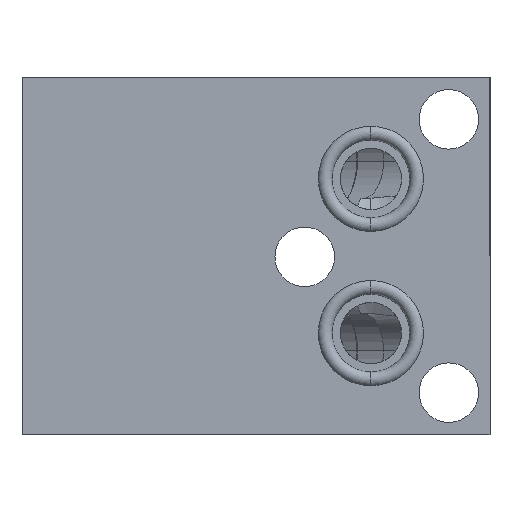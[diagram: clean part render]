
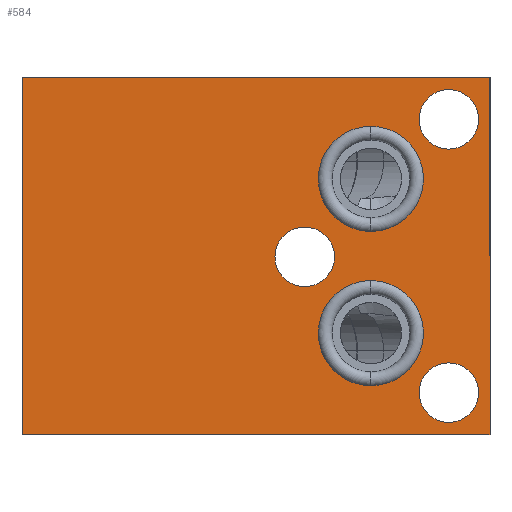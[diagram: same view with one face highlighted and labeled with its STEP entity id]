
A CAD part, front view. The second image highlights one B-rep face of the part: STEP entity #584.
In plain terms, the highlighted planar face has unit normal (0, -1, 0).
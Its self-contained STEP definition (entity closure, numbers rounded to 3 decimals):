
#48 = VERTEX_POINT ( 'NONE', #1273 ) ;
#124 = EDGE_CURVE ( 'NONE', #48, #3664, #1280, .T. ) ;
#219 = AXIS2_PLACEMENT_3D ( 'NONE', #1486, #3920, #2237 ) ;
#220 = CARTESIAN_POINT ( 'NONE',  ( 33.75, -15.55, 24.55 ) ) ;
#238 = ORIENTED_EDGE ( 'NONE', *, *, #3562, .F. ) ;
#283 = VERTEX_POINT ( 'NONE', #1114 ) ;
#298 = DIRECTION ( 'NONE',  ( -1., 0., 0. ) ) ;
#311 = DIRECTION ( 'NONE',  ( 0., 1., 0. ) ) ;
#337 = EDGE_CURVE ( 'NONE', #2805, #1881, #688, .T. ) ;
#378 = VERTEX_POINT ( 'NONE', #1443 ) ;
#459 = DIRECTION ( 'NONE',  ( 0., -1., 0. ) ) ;
#469 = DIRECTION ( 'NONE',  ( 0., -1., 0. ) ) ;
#486 = ORIENTED_EDGE ( 'NONE', *, *, #2977, .T. ) ;
#542 = EDGE_LOOP ( 'NONE', ( #2235, #3638 ) ) ;
#564 = AXIS2_PLACEMENT_3D ( 'NONE', #3894, #1117, #2546 ) ;
#584 = ADVANCED_FACE ( 'NONE', ( #3488, #1926, #1645, #2414, #4412, #2583 ), #1576, .F. ) ;
#618 = ORIENTED_EDGE ( 'NONE', *, *, #124, .T. ) ;
#636 = CARTESIAN_POINT ( 'NONE',  ( 33.75, -15.55, 24.55 ) ) ;
#651 = CIRCLE ( 'NONE', #788, 5.35 ) ;
#688 = LINE ( 'NONE', #1121, #1069 ) ;
#695 = EDGE_CURVE ( 'NONE', #3669, #2805, #1360, .T. ) ;
#717 = VERTEX_POINT ( 'NONE', #2858 ) ;
#788 = AXIS2_PLACEMENT_3D ( 'NONE', #2166, #2182, #3916 ) ;
#846 = CARTESIAN_POINT ( 'NONE',  ( 7.85, -15.55, -0.15 ) ) ;
#874 = EDGE_CURVE ( 'NONE', #1132, #1533, #1582, .T. ) ;
#894 = CARTESIAN_POINT ( 'NONE',  ( 13.2, -15.55, -0.15 ) ) ;
#896 = AXIS2_PLACEMENT_3D ( 'NONE', #3130, #4176, #2447 ) ;
#921 = AXIS2_PLACEMENT_3D ( 'NONE', #220, #2303, #4059 ) ;
#933 = EDGE_CURVE ( 'NONE', #2445, #283, #3712, .T. ) ;
#955 = DIRECTION ( 'NONE',  ( -1., 0., 0. ) ) ;
#1012 = EDGE_LOOP ( 'NONE', ( #618, #1502 ) ) ;
#1049 = EDGE_CURVE ( 'NONE', #2779, #1881, #1093, .T. ) ;
#1069 = VECTOR ( 'NONE', #3839, 1000. ) ;
#1092 = CIRCLE ( 'NONE', #564, 9.45 ) ;
#1093 = LINE ( 'NONE', #1267, #1870 ) ;
#1106 = LINE ( 'NONE', #1839, #3782 ) ;
#1114 = CARTESIAN_POINT ( 'NONE',  ( 19.75, -15.55, 23.3 ) ) ;
#1117 = DIRECTION ( 'NONE',  ( 0., -1., 0. ) ) ;
#1121 = CARTESIAN_POINT ( 'NONE',  ( -42.95, -15.55, -32.15 ) ) ;
#1132 = VERTEX_POINT ( 'NONE', #2407 ) ;
#1266 = AXIS2_PLACEMENT_3D ( 'NONE', #1284, #3063, #955 ) ;
#1267 = CARTESIAN_POINT ( 'NONE',  ( -42.95, -15.55, 32.15 ) ) ;
#1273 = CARTESIAN_POINT ( 'NONE',  ( 28.4, -15.55, 24.55 ) ) ;
#1280 = CIRCLE ( 'NONE', #2871, 5.35 ) ;
#1284 = CARTESIAN_POINT ( 'NONE',  ( 7.85, -15.55, -0.15 ) ) ;
#1360 = LINE ( 'NONE', #2522, #4460 ) ;
#1366 = ORIENTED_EDGE ( 'NONE', *, *, #874, .T. ) ;
#1381 = AXIS2_PLACEMENT_3D ( 'NONE', #846, #3572, #3773 ) ;
#1394 = EDGE_CURVE ( 'NONE', #1533, #1132, #651, .T. ) ;
#1422 = DIRECTION ( 'NONE',  ( -1., 0., 0. ) ) ;
#1443 = CARTESIAN_POINT ( 'NONE',  ( 2.5, -15.55, -0.15 ) ) ;
#1486 = CARTESIAN_POINT ( 'NONE',  ( 33.75, -15.55, -24.55 ) ) ;
#1502 = ORIENTED_EDGE ( 'NONE', *, *, #2027, .T. ) ;
#1533 = VERTEX_POINT ( 'NONE', #2232 ) ;
#1564 = EDGE_CURVE ( 'NONE', #717, #2009, #2517, .T. ) ;
#1576 = PLANE ( 'NONE',  #2244 ) ;
#1582 = CIRCLE ( 'NONE', #219, 5.35 ) ;
#1583 = ORIENTED_EDGE ( 'NONE', *, *, #337, .F. ) ;
#1590 = DIRECTION ( 'NONE',  ( -1., 0., 0. ) ) ;
#1645 = FACE_BOUND ( 'NONE', #3907, .T. ) ;
#1839 = CARTESIAN_POINT ( 'NONE',  ( 41.15, -15.55, -32.15 ) ) ;
#1870 = VECTOR ( 'NONE', #1590, 1000. ) ;
#1881 = VERTEX_POINT ( 'NONE', #3512 ) ;
#1902 = ORIENTED_EDGE ( 'NONE', *, *, #3704, .T. ) ;
#1912 = CIRCLE ( 'NONE', #1381, 5.35 ) ;
#1914 = DIRECTION ( 'NONE',  ( 0., 1., 0. ) ) ;
#1926 = FACE_BOUND ( 'NONE', #1012, .T. ) ;
#2009 = VERTEX_POINT ( 'NONE', #3282 ) ;
#2025 = CIRCLE ( 'NONE', #896, 9.45 ) ;
#2027 = EDGE_CURVE ( 'NONE', #3664, #48, #3105, .T. ) ;
#2040 = ORIENTED_EDGE ( 'NONE', *, *, #1049, .T. ) ;
#2110 = EDGE_CURVE ( 'NONE', #378, #3473, #1912, .T. ) ;
#2113 = CARTESIAN_POINT ( 'NONE',  ( -42.95, -15.55, -32.15 ) ) ;
#2166 = CARTESIAN_POINT ( 'NONE',  ( 33.75, -15.55, -24.55 ) ) ;
#2182 = DIRECTION ( 'NONE',  ( 0., 1., 0. ) ) ;
#2232 = CARTESIAN_POINT ( 'NONE',  ( 39.1, -15.55, -24.55 ) ) ;
#2235 = ORIENTED_EDGE ( 'NONE', *, *, #1564, .F. ) ;
#2237 = DIRECTION ( 'NONE',  ( -1., 0., 0. ) ) ;
#2244 = AXIS2_PLACEMENT_3D ( 'NONE', #4009, #1914, #2259 ) ;
#2259 = DIRECTION ( 'NONE',  ( 0., 0., 1. ) ) ;
#2303 = DIRECTION ( 'NONE',  ( 0., 1., 0. ) ) ;
#2407 = CARTESIAN_POINT ( 'NONE',  ( 28.4, -15.55, -24.55 ) ) ;
#2414 = FACE_BOUND ( 'NONE', #542, .T. ) ;
#2445 = VERTEX_POINT ( 'NONE', #3670 ) ;
#2447 = DIRECTION ( 'NONE',  ( 0., 0., -1. ) ) ;
#2482 = CARTESIAN_POINT ( 'NONE',  ( 39.1, -15.55, 24.55 ) ) ;
#2517 = CIRCLE ( 'NONE', #2661, 9.45 ) ;
#2522 = CARTESIAN_POINT ( 'NONE',  ( -42.95, -15.55, -32.15 ) ) ;
#2546 = DIRECTION ( 'NONE',  ( 0., 0., -1. ) ) ;
#2564 = CARTESIAN_POINT ( 'NONE',  ( 19.75, -15.55, 13.85 ) ) ;
#2573 = CARTESIAN_POINT ( 'NONE',  ( 19.75, -15.55, -13.85 ) ) ;
#2583 = FACE_OUTER_BOUND ( 'NONE', #3876, .T. ) ;
#2661 = AXIS2_PLACEMENT_3D ( 'NONE', #2573, #469, #3256 ) ;
#2689 = EDGE_LOOP ( 'NONE', ( #3528, #486 ) ) ;
#2779 = VERTEX_POINT ( 'NONE', #3140 ) ;
#2805 = VERTEX_POINT ( 'NONE', #2113 ) ;
#2858 = CARTESIAN_POINT ( 'NONE',  ( 19.75, -15.55, -23.3 ) ) ;
#2871 = AXIS2_PLACEMENT_3D ( 'NONE', #636, #311, #298 ) ;
#2917 = DIRECTION ( 'NONE',  ( 0., 0., -1. ) ) ;
#2977 = EDGE_CURVE ( 'NONE', #3473, #378, #3908, .T. ) ;
#3063 = DIRECTION ( 'NONE',  ( 0., 1., 0. ) ) ;
#3105 = CIRCLE ( 'NONE', #921, 5.35 ) ;
#3130 = CARTESIAN_POINT ( 'NONE',  ( 19.75, -15.55, 13.85 ) ) ;
#3140 = CARTESIAN_POINT ( 'NONE',  ( 41.15, -15.55, 32.15 ) ) ;
#3187 = DIRECTION ( 'NONE',  ( 0., 0., 1. ) ) ;
#3256 = DIRECTION ( 'NONE',  ( 0., 0., -1. ) ) ;
#3258 = EDGE_CURVE ( 'NONE', #2009, #717, #1092, .T. ) ;
#3282 = CARTESIAN_POINT ( 'NONE',  ( 19.75, -15.55, -4.4 ) ) ;
#3421 = AXIS2_PLACEMENT_3D ( 'NONE', #2564, #459, #2917 ) ;
#3473 = VERTEX_POINT ( 'NONE', #894 ) ;
#3488 = FACE_BOUND ( 'NONE', #2689, .T. ) ;
#3512 = CARTESIAN_POINT ( 'NONE',  ( -42.95, -15.55, 32.15 ) ) ;
#3528 = ORIENTED_EDGE ( 'NONE', *, *, #2110, .T. ) ;
#3562 = EDGE_CURVE ( 'NONE', #283, #2445, #2025, .T. ) ;
#3572 = DIRECTION ( 'NONE',  ( 0., 1., 0. ) ) ;
#3585 = ORIENTED_EDGE ( 'NONE', *, *, #1394, .T. ) ;
#3638 = ORIENTED_EDGE ( 'NONE', *, *, #3258, .F. ) ;
#3664 = VERTEX_POINT ( 'NONE', #2482 ) ;
#3669 = VERTEX_POINT ( 'NONE', #4146 ) ;
#3670 = CARTESIAN_POINT ( 'NONE',  ( 19.75, -15.55, 4.4 ) ) ;
#3704 = EDGE_CURVE ( 'NONE', #3669, #2779, #1106, .T. ) ;
#3712 = CIRCLE ( 'NONE', #3421, 9.45 ) ;
#3773 = DIRECTION ( 'NONE',  ( -1., 0., 0. ) ) ;
#3782 = VECTOR ( 'NONE', #3187, 1000. ) ;
#3839 = DIRECTION ( 'NONE',  ( 0., 0., 1. ) ) ;
#3876 = EDGE_LOOP ( 'NONE', ( #4139, #1902, #2040, #1583 ) ) ;
#3894 = CARTESIAN_POINT ( 'NONE',  ( 19.75, -15.55, -13.85 ) ) ;
#3907 = EDGE_LOOP ( 'NONE', ( #1366, #3585 ) ) ;
#3908 = CIRCLE ( 'NONE', #1266, 5.35 ) ;
#3916 = DIRECTION ( 'NONE',  ( -1., 0., 0. ) ) ;
#3920 = DIRECTION ( 'NONE',  ( 0., 1., 0. ) ) ;
#4009 = CARTESIAN_POINT ( 'NONE',  ( -42.95, -15.55, -32.15 ) ) ;
#4059 = DIRECTION ( 'NONE',  ( -1., 0., 0. ) ) ;
#4139 = ORIENTED_EDGE ( 'NONE', *, *, #695, .F. ) ;
#4146 = CARTESIAN_POINT ( 'NONE',  ( 41.15, -15.55, -32.15 ) ) ;
#4176 = DIRECTION ( 'NONE',  ( 0., -1., 0. ) ) ;
#4260 = ORIENTED_EDGE ( 'NONE', *, *, #933, .F. ) ;
#4310 = EDGE_LOOP ( 'NONE', ( #4260, #238 ) ) ;
#4412 = FACE_BOUND ( 'NONE', #4310, .T. ) ;
#4460 = VECTOR ( 'NONE', #1422, 1000. ) ;
